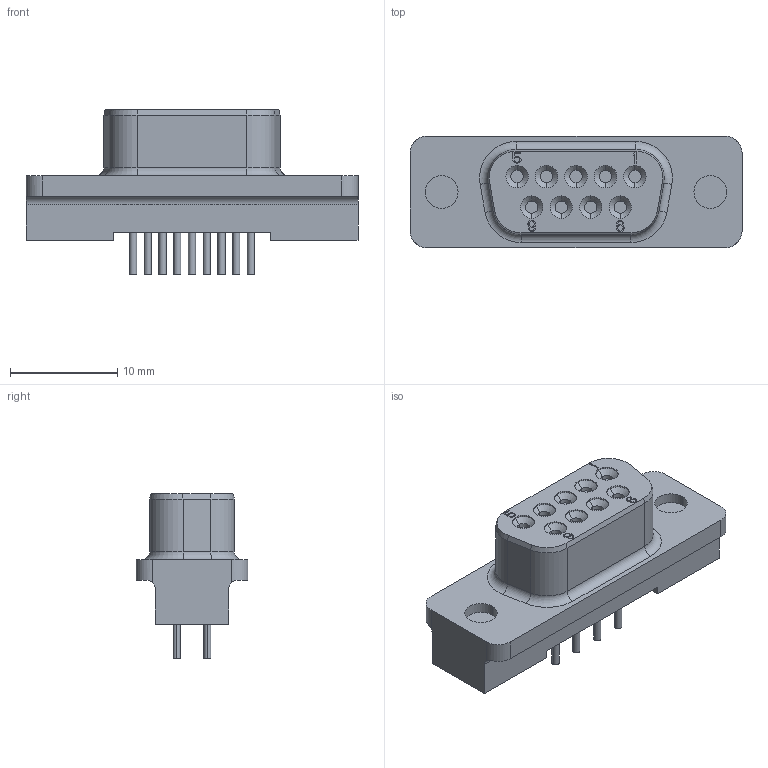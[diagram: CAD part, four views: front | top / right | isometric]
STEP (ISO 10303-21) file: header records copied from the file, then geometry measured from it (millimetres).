
FILE_DESCRIPTION((''),'2;1');
FILE_NAME('C-5207826-3','2015-10-20T',('workeradm'),('Tyco Electronics Ltd.'),'CREO PARAMETRIC BY PTC INC, 2015200','CREO PARAMETRIC BY PTC INC, 2015200','');
FILE_SCHEMA(('AUTOMOTIVE_DESIGN { 1 0 10303 214 1 1 1 1 }'));
Length unit declared in the file: millimetre
Products named in the file (1): C-5207826-3
Bounding box: 30.89 x 10.41 x 15.34 mm (x, y, z)
Volume: 2116.6 mm3; surface area: 1460.8 mm2
Topology: 1 solids, 1 shells, 320 faces, 815 edges, 526 vertices
Faces by surface type: plane 218, cylinder 76, cone 22, torus 4
Entity records: 9613 total; most frequent: CARTESIAN_POINT 1697, ORIENTED_EDGE 1630, DIRECTION 1611, EDGE_CURVE 815, VECTOR 651, LINE 651, VERTEX_POINT 526, AXIS2_PLACEMENT_3D 480
